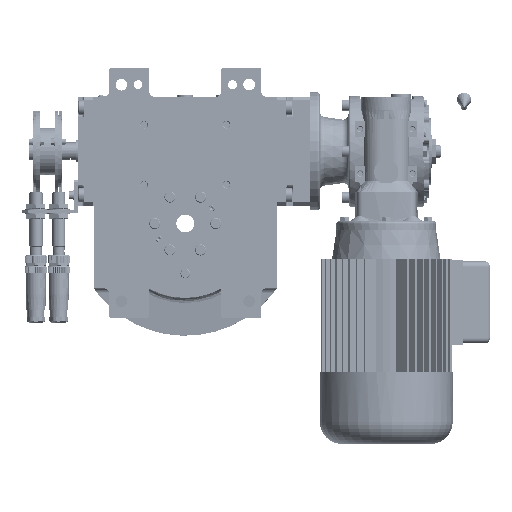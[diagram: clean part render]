
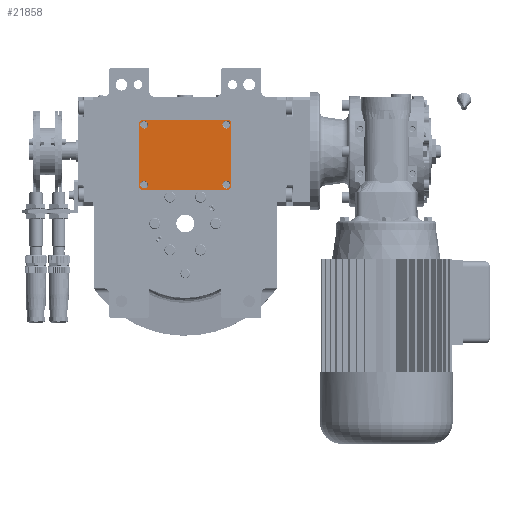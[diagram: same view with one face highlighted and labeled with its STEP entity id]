
A CAD part, front view. The second image highlights one B-rep face of the part: STEP entity #21858.
In plain terms, the highlighted face is planar.
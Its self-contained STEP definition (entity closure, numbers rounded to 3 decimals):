
#710 = VECTOR ( 'NONE', #73704, 1000. ) ;
#4390 = FACE_BOUND ( 'NONE', #131563, .T. ) ;
#4493 = CARTESIAN_POINT ( 'NONE',  ( 39.5, -31.5, 3. ) ) ;
#5667 = EDGE_CURVE ( 'NONE', #40023, #137938, #122661, .T. ) ;
#7758 = ORIENTED_EDGE ( 'NONE', *, *, #24850, .T. ) ;
#8721 = CARTESIAN_POINT ( 'NONE',  ( 33.5, -27., 3. ) ) ;
#9092 = VERTEX_POINT ( 'NONE', #131036 ) ;
#13159 = DIRECTION ( 'NONE',  ( 0., 0., 1. ) ) ;
#13673 = DIRECTION ( 'NONE',  ( 1., 0., 0. ) ) ;
#14553 = VERTEX_POINT ( 'NONE', #170075 ) ;
#15200 = AXIS2_PLACEMENT_3D ( 'NONE', #169834, #118047, #143931 ) ;
#19759 = VERTEX_POINT ( 'NONE', #121749 ) ;
#20630 = ORIENTED_EDGE ( 'NONE', *, *, #5667, .T. ) ;
#21067 = EDGE_LOOP ( 'NONE', ( #62769, #20630, #162175, #62477, #142499, #28071, #118822, #7758 ) ) ;
#21858 = ADVANCED_FACE ( 'NONE', ( #29435, #4390, #31225, #138295, #97282 ), #100789, .T. ) ;
#22052 = CARTESIAN_POINT ( 'NONE',  ( 39.5, -31.5, 3. ) ) ;
#23477 = DIRECTION ( 'NONE',  ( -1., 0., 0. ) ) ;
#23569 = VECTOR ( 'NONE', #13673, 1000. ) ;
#24078 = AXIS2_PLACEMENT_3D ( 'NONE', #56226, #58858, #32953 ) ;
#24850 = EDGE_CURVE ( 'NONE', #53735, #100581, #157676, .T. ) ;
#25124 = VECTOR ( 'NONE', #52195, 1000. ) ;
#25338 = DIRECTION ( 'NONE',  ( -1., 0., 0. ) ) ;
#25757 = DIRECTION ( 'NONE',  ( -1., 0., 0. ) ) ;
#28071 = ORIENTED_EDGE ( 'NONE', *, *, #71077, .T. ) ;
#28746 = ORIENTED_EDGE ( 'NONE', *, *, #92817, .F. ) ;
#28891 = AXIS2_PLACEMENT_3D ( 'NONE', #132745, #13159, #120258 ) ;
#29435 = FACE_OUTER_BOUND ( 'NONE', #21067, .T. ) ;
#30687 = DIRECTION ( 'NONE',  ( -1., 0., 0. ) ) ;
#31225 = FACE_BOUND ( 'NONE', #130553, .T. ) ;
#31426 = ORIENTED_EDGE ( 'NONE', *, *, #116765, .F. ) ;
#31555 = CARTESIAN_POINT ( 'NONE',  ( 37., -27., 3. ) ) ;
#32402 = CARTESIAN_POINT ( 'NONE',  ( -39.5, -31.5, 3. ) ) ;
#32953 = DIRECTION ( 'NONE',  ( 1., 0., 0. ) ) ;
#34120 = DIRECTION ( 'NONE',  ( 1., 0., 0. ) ) ;
#34770 = CARTESIAN_POINT ( 'NONE',  ( -41.5, 29.5, 3. ) ) ;
#34992 = DIRECTION ( 'NONE',  ( 0., 0., 1. ) ) ;
#36070 = CARTESIAN_POINT ( 'NONE',  ( 41.5, 29.5, 3. ) ) ;
#37686 = AXIS2_PLACEMENT_3D ( 'NONE', #173396, #159122, #23477 ) ;
#39472 = EDGE_CURVE ( 'NONE', #157825, #142641, #174454, .T. ) ;
#39730 = CARTESIAN_POINT ( 'NONE',  ( -41.5, 29.5, 3. ) ) ;
#40023 = VERTEX_POINT ( 'NONE', #36070 ) ;
#40603 = CARTESIAN_POINT ( 'NONE',  ( 41.5, 29.5, 3. ) ) ;
#42231 = LINE ( 'NONE', #43997, #23569 ) ;
#42781 = VERTEX_POINT ( 'NONE', #55888 ) ;
#42985 = CIRCLE ( 'NONE', #142681, 3.5 ) ;
#43997 = CARTESIAN_POINT ( 'NONE',  ( -39.5, -31.5, 3. ) ) ;
#46729 = VERTEX_POINT ( 'NONE', #133835 ) ;
#49699 = DIRECTION ( 'NONE',  ( 0.707, 0.707, 0. ) ) ;
#49883 = DIRECTION ( 'NONE',  ( 0., 0., 1. ) ) ;
#52195 = DIRECTION ( 'NONE',  ( 0., -1., 0. ) ) ;
#52752 = CARTESIAN_POINT ( 'NONE',  ( 39.5, 31.5, 3. ) ) ;
#53735 = VERTEX_POINT ( 'NONE', #4493 ) ;
#55447 = DIRECTION ( 'NONE',  ( 0.707, -0.707, 0. ) ) ;
#55888 = CARTESIAN_POINT ( 'NONE',  ( -40.5, 27., 3. ) ) ;
#56226 = CARTESIAN_POINT ( 'NONE',  ( 0., 0., 3. ) ) ;
#56394 = VECTOR ( 'NONE', #163726, 1000. ) ;
#56632 = CARTESIAN_POINT ( 'NONE',  ( -41.5, -29.5, 3. ) ) ;
#57786 = EDGE_CURVE ( 'NONE', #150968, #46729, #42985, .T. ) ;
#58858 = DIRECTION ( 'NONE',  ( 0., 0., 1. ) ) ;
#61609 = VERTEX_POINT ( 'NONE', #32402 ) ;
#62075 = CARTESIAN_POINT ( 'NONE',  ( 41.5, -29.5, 3. ) ) ;
#62477 = ORIENTED_EDGE ( 'NONE', *, *, #151881, .T. ) ;
#62769 = ORIENTED_EDGE ( 'NONE', *, *, #69294, .T. ) ;
#63919 = DIRECTION ( 'NONE',  ( -0.707, -0.707, 0. ) ) ;
#69294 = EDGE_CURVE ( 'NONE', #100581, #40023, #140655, .T. ) ;
#71077 = EDGE_CURVE ( 'NONE', #142641, #61609, #150952, .T. ) ;
#72163 = VERTEX_POINT ( 'NONE', #8721 ) ;
#73704 = DIRECTION ( 'NONE',  ( 0., 1., 0. ) ) ;
#74697 = VERTEX_POINT ( 'NONE', #146407 ) ;
#75006 = VECTOR ( 'NONE', #25338, 1000. ) ;
#76892 = CARTESIAN_POINT ( 'NONE',  ( 37., -27., 3. ) ) ;
#77847 = EDGE_CURVE ( 'NONE', #9092, #42781, #106428, .T. ) ;
#82963 = VECTOR ( 'NONE', #49699, 1000. ) ;
#84490 = EDGE_LOOP ( 'NONE', ( #124366, #105947 ) ) ;
#85271 = CARTESIAN_POINT ( 'NONE',  ( 40.5, 27., 3. ) ) ;
#85985 = DIRECTION ( 'NONE',  ( 0., 0., 1. ) ) ;
#86794 = DIRECTION ( 'NONE',  ( 0., 0., 1. ) ) ;
#87201 = CIRCLE ( 'NONE', #164145, 3.5 ) ;
#88894 = CIRCLE ( 'NONE', #37686, 3.5 ) ;
#91557 = AXIS2_PLACEMENT_3D ( 'NONE', #164920, #166679, #98867 ) ;
#92817 = EDGE_CURVE ( 'NONE', #72163, #19759, #147818, .T. ) ;
#97282 = FACE_BOUND ( 'NONE', #84490, .T. ) ;
#98867 = DIRECTION ( 'NONE',  ( 1., 0., 0. ) ) ;
#100581 = VERTEX_POINT ( 'NONE', #124852 ) ;
#100789 = PLANE ( 'NONE',  #24078 ) ;
#105947 = ORIENTED_EDGE ( 'NONE', *, *, #57786, .F. ) ;
#106428 = CIRCLE ( 'NONE', #15200, 3.5 ) ;
#107444 = LINE ( 'NONE', #147595, #75006 ) ;
#116765 = EDGE_CURVE ( 'NONE', #19759, #72163, #87201, .T. ) ;
#118047 = DIRECTION ( 'NONE',  ( 0., 0., 1. ) ) ;
#118822 = ORIENTED_EDGE ( 'NONE', *, *, #156248, .T. ) ;
#120258 = DIRECTION ( 'NONE',  ( -1., 0., 0. ) ) ;
#121749 = CARTESIAN_POINT ( 'NONE',  ( 40.5, -27., 3. ) ) ;
#122661 = LINE ( 'NONE', #40603, #56394 ) ;
#124366 = ORIENTED_EDGE ( 'NONE', *, *, #137113, .F. ) ;
#124852 = CARTESIAN_POINT ( 'NONE',  ( 41.5, -29.5, 3. ) ) ;
#130354 = EDGE_LOOP ( 'NONE', ( #31426, #28746 ) ) ;
#130553 = EDGE_LOOP ( 'NONE', ( #165771, #130570 ) ) ;
#130570 = ORIENTED_EDGE ( 'NONE', *, *, #175595, .F. ) ;
#130834 = AXIS2_PLACEMENT_3D ( 'NONE', #31555, #85985, #30687 ) ;
#131036 = CARTESIAN_POINT ( 'NONE',  ( -33.5, 27., 3. ) ) ;
#131563 = EDGE_LOOP ( 'NONE', ( #166289, #165603 ) ) ;
#131631 = AXIS2_PLACEMENT_3D ( 'NONE', #142101, #86794, #34120 ) ;
#132745 = CARTESIAN_POINT ( 'NONE',  ( 37., 27., 3. ) ) ;
#133746 = CARTESIAN_POINT ( 'NONE',  ( -37., -27., 3. ) ) ;
#133835 = CARTESIAN_POINT ( 'NONE',  ( -33.5, -27., 3. ) ) ;
#134590 = CIRCLE ( 'NONE', #131631, 3.5 ) ;
#137113 = EDGE_CURVE ( 'NONE', #46729, #150968, #162753, .T. ) ;
#137859 = EDGE_CURVE ( 'NONE', #156931, #74697, #134590, .T. ) ;
#137938 = VERTEX_POINT ( 'NONE', #52752 ) ;
#138295 = FACE_BOUND ( 'NONE', #130354, .T. ) ;
#140655 = LINE ( 'NONE', #62075, #710 ) ;
#140729 = CARTESIAN_POINT ( 'NONE',  ( -40.5, -27., 3. ) ) ;
#140850 = VECTOR ( 'NONE', #63919, 1000. ) ;
#142101 = CARTESIAN_POINT ( 'NONE',  ( 37., 27., 3. ) ) ;
#142499 = ORIENTED_EDGE ( 'NONE', *, *, #39472, .T. ) ;
#142641 = VERTEX_POINT ( 'NONE', #56632 ) ;
#142681 = AXIS2_PLACEMENT_3D ( 'NONE', #133746, #49883, #25757 ) ;
#143931 = DIRECTION ( 'NONE',  ( 1., 0., 0. ) ) ;
#145141 = CARTESIAN_POINT ( 'NONE',  ( -39.5, 31.5, 3. ) ) ;
#146407 = CARTESIAN_POINT ( 'NONE',  ( 33.5, 27., 3. ) ) ;
#147595 = CARTESIAN_POINT ( 'NONE',  ( 39.5, 31.5, 3. ) ) ;
#147818 = CIRCLE ( 'NONE', #130834, 3.5 ) ;
#150952 = LINE ( 'NONE', #166982, #155140 ) ;
#150968 = VERTEX_POINT ( 'NONE', #140729 ) ;
#151881 = EDGE_CURVE ( 'NONE', #14553, #157825, #171918, .T. ) ;
#155140 = VECTOR ( 'NONE', #55447, 1000. ) ;
#156248 = EDGE_CURVE ( 'NONE', #61609, #53735, #42231, .T. ) ;
#156931 = VERTEX_POINT ( 'NONE', #85271 ) ;
#157156 = EDGE_CURVE ( 'NONE', #137938, #14553, #107444, .T. ) ;
#157676 = LINE ( 'NONE', #22052, #82963 ) ;
#157825 = VERTEX_POINT ( 'NONE', #34770 ) ;
#159122 = DIRECTION ( 'NONE',  ( 0., 0., 1. ) ) ;
#162175 = ORIENTED_EDGE ( 'NONE', *, *, #157156, .T. ) ;
#162753 = CIRCLE ( 'NONE', #91557, 3.5 ) ;
#162769 = CIRCLE ( 'NONE', #28891, 3.5 ) ;
#163726 = DIRECTION ( 'NONE',  ( -0.707, 0.707, 0. ) ) ;
#164145 = AXIS2_PLACEMENT_3D ( 'NONE', #76892, #34992, #169733 ) ;
#164920 = CARTESIAN_POINT ( 'NONE',  ( -37., -27., 3. ) ) ;
#165603 = ORIENTED_EDGE ( 'NONE', *, *, #175006, .F. ) ;
#165771 = ORIENTED_EDGE ( 'NONE', *, *, #77847, .F. ) ;
#166289 = ORIENTED_EDGE ( 'NONE', *, *, #137859, .F. ) ;
#166679 = DIRECTION ( 'NONE',  ( 0., 0., 1. ) ) ;
#166982 = CARTESIAN_POINT ( 'NONE',  ( -41.5, -29.5, 3. ) ) ;
#169733 = DIRECTION ( 'NONE',  ( 1., 0., 0. ) ) ;
#169834 = CARTESIAN_POINT ( 'NONE',  ( -37., 27., 3. ) ) ;
#170075 = CARTESIAN_POINT ( 'NONE',  ( -39.5, 31.5, 3. ) ) ;
#171918 = LINE ( 'NONE', #145141, #140850 ) ;
#173396 = CARTESIAN_POINT ( 'NONE',  ( -37., 27., 3. ) ) ;
#174454 = LINE ( 'NONE', #39730, #25124 ) ;
#175006 = EDGE_CURVE ( 'NONE', #74697, #156931, #162769, .T. ) ;
#175595 = EDGE_CURVE ( 'NONE', #42781, #9092, #88894, .T. ) ;
